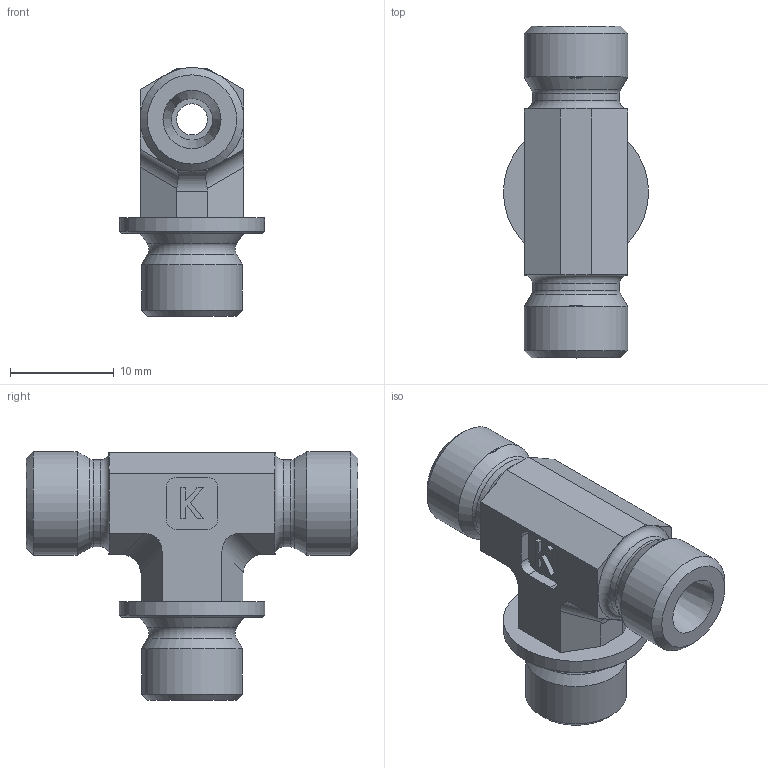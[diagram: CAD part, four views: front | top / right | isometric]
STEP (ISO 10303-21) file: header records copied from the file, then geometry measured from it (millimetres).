
FILE_DESCRIPTION((''),'2;1');
FILE_NAME('281041810.stp','2014-10-31T14:31:24',(''),('KNOMI spol. s r. o.'),'Autodesk Inventor 2012','Autodesk Inventor 2012','');
FILE_SCHEMA(('AUTOMOTIVE_DESIGN { 1 2 10303 214 0 1 1 1 }'));
Length unit declared in the file: millimetre
Products named in the file (1): THR2 Js03 G1/8/M10
Bounding box: 14 x 32 x 24 mm (x, y, z)
Volume: 3243.7 mm3; surface area: 2303.1 mm2
Topology: 1 solids, 1 shells, 102 faces, 256 edges, 163 vertices
Faces by surface type: plane 66, cylinder 20, cone 11, torus 5
Full cylindrical faces by diameter (mm): 3 x2, 4 x2, 8.4 x2, 9.728 x1, 10 x2, 14 x1
Entity records: 2820 total; most frequent: CARTESIAN_POINT 509, DIRECTION 488, ORIENTED_EDGE 426, EDGE_CURVE 213, AXIS2_PLACEMENT_3D 180, VERTEX_POINT 149, EDGE_LOOP 142, VECTOR 128
